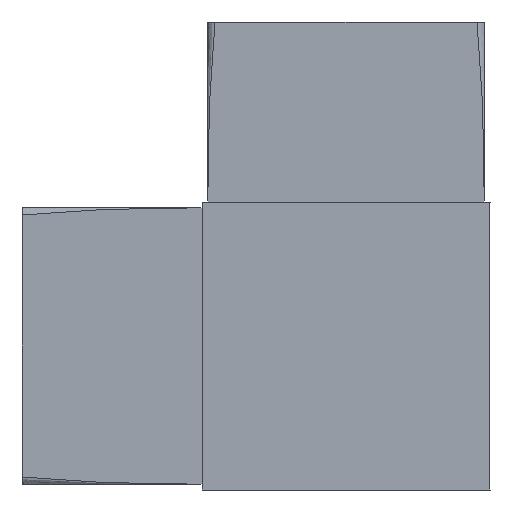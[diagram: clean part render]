
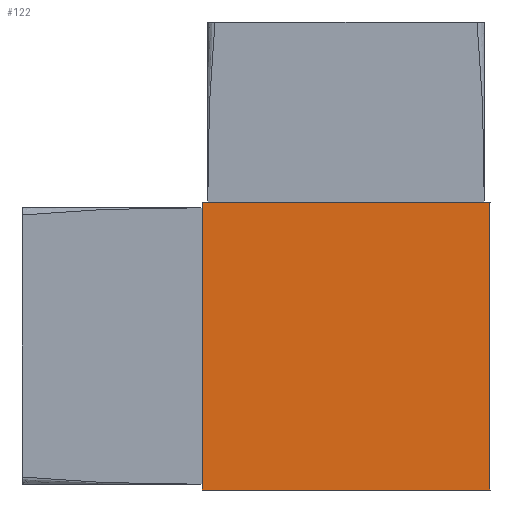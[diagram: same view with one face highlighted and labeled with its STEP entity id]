
A CAD part, left-side view. The second image highlights one B-rep face of the part: STEP entity #122.
In plain terms, the highlighted planar face has unit normal (-1, 0, 0).
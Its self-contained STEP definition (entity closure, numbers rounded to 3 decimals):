
#92 = DIRECTION ( 'NONE',  ( 0., -1., 0. ) ) ;
#119 = VECTOR ( 'NONE', #851, 1000. ) ;
#122 = ADVANCED_FACE ( 'NONE', ( #1330 ), #1560, .F. ) ;
#143 = EDGE_CURVE ( 'NONE', #1424, #1015, #1070, .T. ) ;
#307 = DIRECTION ( 'NONE',  ( 1., 0., 0. ) ) ;
#438 = VECTOR ( 'NONE', #1568, 1000. ) ;
#478 = DIRECTION ( 'NONE',  ( 0., -1., 0. ) ) ;
#526 = EDGE_CURVE ( 'NONE', #869, #1559, #734, .T. ) ;
#682 = DIRECTION ( 'NONE',  ( 0., 0., -1. ) ) ;
#689 = CARTESIAN_POINT ( 'NONE',  ( -20., 0., -20. ) ) ;
#734 = LINE ( 'NONE', #1233, #119 ) ;
#761 = AXIS2_PLACEMENT_3D ( 'NONE', #804, #307, #682 ) ;
#804 = CARTESIAN_POINT ( 'NONE',  ( -20., 40., -20. ) ) ;
#851 = DIRECTION ( 'NONE',  ( 0., 0., 1. ) ) ;
#856 = CARTESIAN_POINT ( 'NONE',  ( -20., 40., 20. ) ) ;
#869 = VERTEX_POINT ( 'NONE', #1471 ) ;
#918 = ORIENTED_EDGE ( 'NONE', *, *, #1367, .F. ) ;
#939 = CARTESIAN_POINT ( 'NONE',  ( -20., 0., -20. ) ) ;
#1015 = VERTEX_POINT ( 'NONE', #1378 ) ;
#1022 = VECTOR ( 'NONE', #478, 1000. ) ;
#1070 = LINE ( 'NONE', #939, #438 ) ;
#1230 = LINE ( 'NONE', #856, #1022 ) ;
#1233 = CARTESIAN_POINT ( 'NONE',  ( -20., 40., -20. ) ) ;
#1276 = CARTESIAN_POINT ( 'NONE',  ( -20., 40., 20. ) ) ;
#1288 = LINE ( 'NONE', #1377, #1569 ) ;
#1330 = FACE_OUTER_BOUND ( 'NONE', #1638, .T. ) ;
#1362 = EDGE_CURVE ( 'NONE', #869, #1424, #1288, .T. ) ;
#1364 = ORIENTED_EDGE ( 'NONE', *, *, #526, .F. ) ;
#1367 = EDGE_CURVE ( 'NONE', #1559, #1015, #1230, .T. ) ;
#1377 = CARTESIAN_POINT ( 'NONE',  ( -20., 40., -20. ) ) ;
#1378 = CARTESIAN_POINT ( 'NONE',  ( -20., 0., 20. ) ) ;
#1397 = ORIENTED_EDGE ( 'NONE', *, *, #143, .T. ) ;
#1424 = VERTEX_POINT ( 'NONE', #689 ) ;
#1471 = CARTESIAN_POINT ( 'NONE',  ( -20., 40., -20. ) ) ;
#1540 = ORIENTED_EDGE ( 'NONE', *, *, #1362, .T. ) ;
#1559 = VERTEX_POINT ( 'NONE', #1276 ) ;
#1560 = PLANE ( 'NONE',  #761 ) ;
#1568 = DIRECTION ( 'NONE',  ( 0., 0., 1. ) ) ;
#1569 = VECTOR ( 'NONE', #92, 1000. ) ;
#1638 = EDGE_LOOP ( 'NONE', ( #1397, #918, #1364, #1540 ) ) ;
